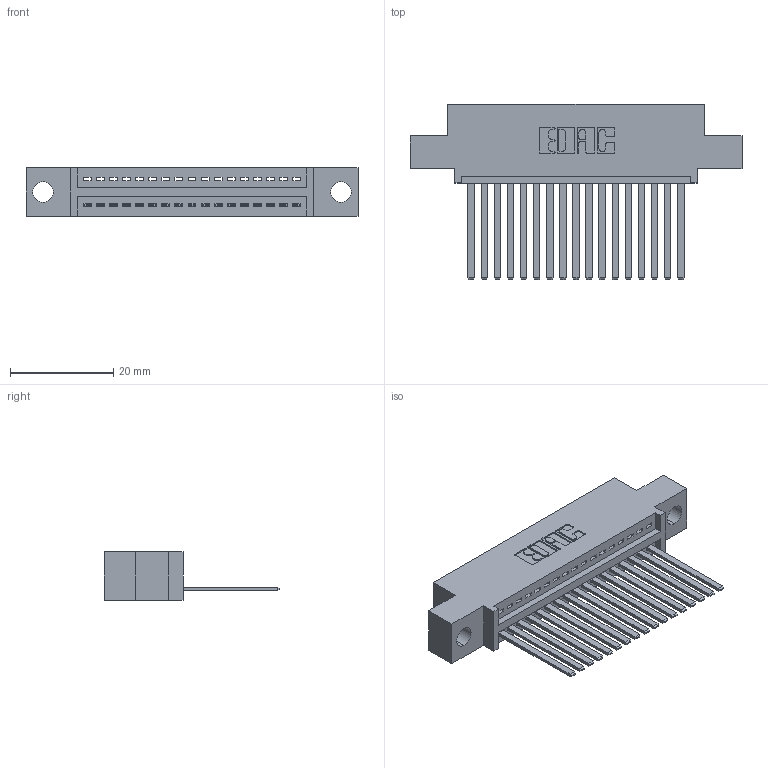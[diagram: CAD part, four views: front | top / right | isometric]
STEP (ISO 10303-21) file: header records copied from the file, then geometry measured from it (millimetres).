
FILE_DESCRIPTION (( 'STEP AP203' ), '1' );
FILE_NAME ('345-017-544-404.STEP', '2021-05-26T14:17:13', ( '' ), ( '' ), 'SwSTEP 2.0', 'SolidWorks 2020', '' );
FILE_SCHEMA (( 'CONFIG_CONTROL_DESIGN' ));
Length unit declared in the file: inch
Products named in the file (3): 345-292-001_345-293-144; 345-017-544-404; 345 Part_0.110 Offset - 0.156 Dia-TI
Assembly tree (18 placements, depth 2):
  345-017-544-404
    345 Part_0.110 Offset - 0.156 Dia-TI
    345-292-001_345-293-144  x17
Bounding box: 64.39 x 33.96 x 9.4 mm (x, y, z)
Volume: 5928.5 mm3; surface area: 8054.1 mm2
Topology: 18 solids, 18 shells, 1028 faces, 3075 edges, 2026 vertices
Faces by surface type: plane 710, cylinder 318
Entity records: 16527 total; most frequent: CARTESIAN_POINT 2873, ORIENTED_EDGE 2822, DIRECTION 2541, EDGE_CURVE 1411, LINE 1215, VECTOR 1215, VERTEX_POINT 938, AXIS2_PLACEMENT_3D 663
